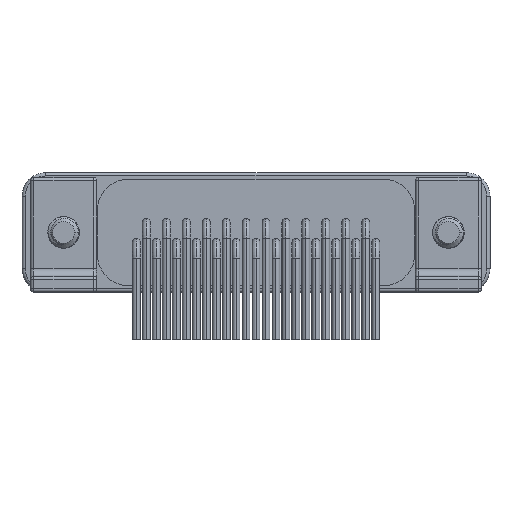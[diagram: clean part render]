
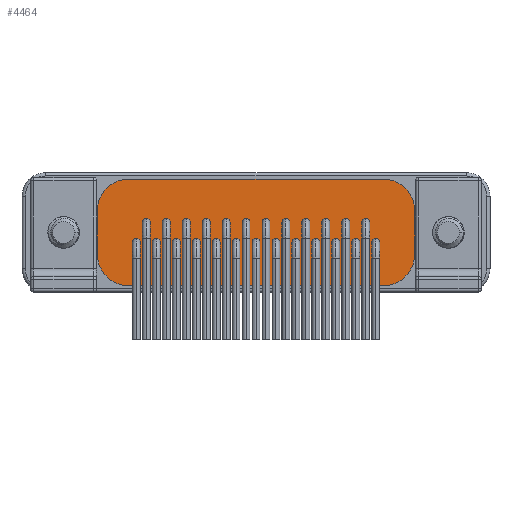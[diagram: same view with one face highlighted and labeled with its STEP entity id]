
A CAD part, front view. The second image highlights one B-rep face of the part: STEP entity #4464.
In plain terms, the highlighted planar face has unit normal (0, -1, 0).
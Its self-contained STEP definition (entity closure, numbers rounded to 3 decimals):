
#1=CARTESIAN_POINT('',(-8.1,0.,1.4));
#2=DIRECTION('',(0.,1.,0.));
#3=DIRECTION('',(-1.,0.,0.));
#4=AXIS2_PLACEMENT_3D('',#1,#2,#3);
#6=CARTESIAN_POINT('',(8.1,0.,1.4));
#7=DIRECTION('',(0.,1.,0.));
#8=DIRECTION('',(0.,0.,1.));
#9=AXIS2_PLACEMENT_3D('',#6,#7,#8);
#11=CARTESIAN_POINT('',(8.1,0.,-1.4));
#12=DIRECTION('',(0.,1.,0.));
#13=DIRECTION('',(1.,0.,0.));
#14=AXIS2_PLACEMENT_3D('',#11,#12,#13);
#16=CARTESIAN_POINT('',(-8.1,0.,-1.4));
#17=DIRECTION('',(0.,1.,0.));
#18=DIRECTION('',(0.,0.,-1.));
#19=AXIS2_PLACEMENT_3D('',#16,#17,#18);
#29=DIRECTION('',(0.,0.,-1.));
#30=VECTOR('',#29,2.8);
#31=CARTESIAN_POINT('',(-10.1,0.,1.4));
#32=LINE('',#31,#30);
#41=DIRECTION('',(1.,0.,0.));
#42=VECTOR('',#41,16.2);
#43=CARTESIAN_POINT('',(-8.1,0.,-3.4));
#44=LINE('',#43,#42);
#249=DIRECTION('',(0.,0.,1.));
#250=VECTOR('',#249,2.8);
#251=CARTESIAN_POINT('',(10.1,0.,-1.4));
#252=LINE('',#251,#250);
#261=DIRECTION('',(-1.,0.,0.));
#262=VECTOR('',#261,16.2);
#263=CARTESIAN_POINT('',(8.1,0.,3.4));
#264=LINE('',#263,#262);
#3393=CARTESIAN_POINT('',(-10.1,0.,1.4));
#3394=CARTESIAN_POINT('',(-8.1,0.,3.4));
#3395=VERTEX_POINT('',#3393);
#3396=VERTEX_POINT('',#3394);
#3397=CARTESIAN_POINT('',(8.1,0.,3.4));
#3398=VERTEX_POINT('',#3397);
#3399=CARTESIAN_POINT('',(10.1,0.,1.4));
#3400=VERTEX_POINT('',#3399);
#3401=CARTESIAN_POINT('',(10.1,0.,-1.4));
#3402=VERTEX_POINT('',#3401);
#3403=CARTESIAN_POINT('',(8.1,0.,-3.4));
#3404=VERTEX_POINT('',#3403);
#3405=CARTESIAN_POINT('',(-8.1,0.,-3.4));
#3406=VERTEX_POINT('',#3405);
#3407=CARTESIAN_POINT('',(-10.1,0.,-1.4));
#3408=VERTEX_POINT('',#3407);
#4441=CARTESIAN_POINT('',(0.,0.,0.));
#4442=DIRECTION('',(0.,1.,0.));
#4443=DIRECTION('',(1.,0.,0.));
#4444=AXIS2_PLACEMENT_3D('',#4441,#4442,#4443);
#4445=PLANE('',#4444);
#4447=ORIENTED_EDGE('',*,*,#4446,.T.);
#4449=ORIENTED_EDGE('',*,*,#4448,.F.);
#4451=ORIENTED_EDGE('',*,*,#4450,.T.);
#4453=ORIENTED_EDGE('',*,*,#4452,.F.);
#4455=ORIENTED_EDGE('',*,*,#4454,.T.);
#4457=ORIENTED_EDGE('',*,*,#4456,.F.);
#4459=ORIENTED_EDGE('',*,*,#4458,.T.);
#4461=ORIENTED_EDGE('',*,*,#4460,.F.);
#4462=EDGE_LOOP('',(#4447,#4449,#4451,#4453,#4455,#4457,#4459,#4461));
#4463=FACE_OUTER_BOUND('',#4462,.F.);
#5=CIRCLE('',#4,2.);
#10=CIRCLE('',#9,2.);
#15=CIRCLE('',#14,2.);
#20=CIRCLE('',#19,2.);
#4446=EDGE_CURVE('',#3395,#3396,#5,.T.);
#4448=EDGE_CURVE('',#3398,#3396,#264,.T.);
#4450=EDGE_CURVE('',#3398,#3400,#10,.T.);
#4452=EDGE_CURVE('',#3402,#3400,#252,.T.);
#4454=EDGE_CURVE('',#3402,#3404,#15,.T.);
#4456=EDGE_CURVE('',#3406,#3404,#44,.T.);
#4458=EDGE_CURVE('',#3406,#3408,#20,.T.);
#4460=EDGE_CURVE('',#3395,#3408,#32,.T.);
#4464=ADVANCED_FACE('',(#4463),#4445,.F.);
